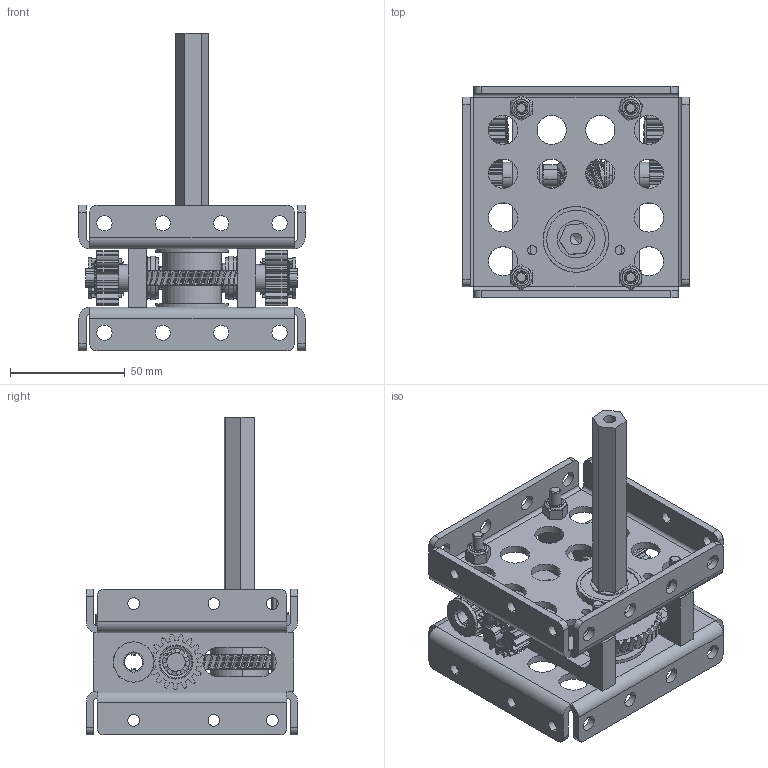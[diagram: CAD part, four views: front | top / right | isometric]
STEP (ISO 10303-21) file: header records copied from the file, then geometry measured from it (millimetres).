
FILE_DESCRIPTION (( 'STEP AP214' ), '1' );
FILE_NAME ('am-2372 Raw Box Rev 2.STEP', '2017-08-02T20:44:26', ( '' ), ( '' ), 'SwSTEP 2.0', 'SolidWorks 2017', '' );
FILE_SCHEMA (( 'AUTOMOTIVE_DESIGN' ));
Length unit declared in the file: inch
Products named in the file (26): 5-16 washer_smart; 10-32 Nylock Nut 1_90631A411; 0-5 - SpringClip-1; Spur gear 20DP 12T 14.5PA .515FW_Spur gear 20DP 12T 14.5PA .515FW; 8mm_spring_clip am-0033; DriveShaft; 10-32x1750_shcs_HX-SHCS 0.19-32x1.375x1-C; RAW worm shaft; 0130168 schnorr washer 03125^RAW worm shaft; am-2372 Raw Box Rev 2; 8mm_spring_clip am-0033^RAW worm shaft; Worm^RAW worm shaft; worm shaft AB^RAW worm shaft; 13RS046823 spacer^RAW worm shaft; 5-16 Thrust Bearing; Kit12675 Thrust Bearing^5-16 Thrust Bearing; 8mm x 19mm x 6mm Bearing^RAW worm shaft; 2mm x 2mm x 10mm Machine Key_smart^RAW worm shaft; Spur gear 20DP 17T 14.5PA .515FW_Inch - Spur gear 20DP 17T 14.5PA .515FW ---S17N.531H.03125+.1875L0.^RAW worm shaft; -5 hex bearing-1; Spacer Plate AB; WormGear-1; -5 bearing-1; WormGearSpacer-1; 2mm x 2mm x 10mm Machine Key_smart; outside plate AB
Assembly tree (47 placements, depth 4):
  am-2372 Raw Box Rev 2
    10-32x1750_shcs_HX-SHCS 0.19-32x1.375x1-C  x4
    8mm_spring_clip am-0033  x2
    0-5 - SpringClip-1
    5-16 washer_smart  x2
    2mm x 2mm x 10mm Machine Key_smart  x2
    -5 bearing-1
    Spacer Plate AB  x2
    RAW worm shaft
      Spur gear 20DP 17T 14.5PA .515FW_Inch - Spur gear 20DP 17T 14.5PA .515FW ---S17N.531H.03125+.1875L0.^RAW worm shaft  x2
      2mm x 2mm x 10mm Machine Key_smart^RAW worm shaft  x2
      8mm x 19mm x 6mm Bearing^RAW worm shaft  x2
      5-16 Thrust Bearing  x2
        5-16 washer_smart
        Kit12675 Thrust Bearing^5-16 Thrust Bearing
      13RS046823 spacer^RAW worm shaft  x2
      worm shaft AB^RAW worm shaft
      Worm^RAW worm shaft
      8mm_spring_clip am-0033^RAW worm shaft  x2
      0130168 schnorr washer 03125^RAW worm shaft  x2
    DriveShaft
    Spur gear 20DP 12T 14.5PA .515FW_Spur gear 20DP 12T 14.5PA .515FW  x2
    10-32 Nylock Nut 1_90631A411  x4
    outside plate AB  x2
    WormGearSpacer-1  x2
    WormGear-1
    -5 hex bearing-1
Bounding box: 98.42 x 92.08 x 138.35 mm (x, y, z)
Volume: 159641.4 mm3; surface area: 115452.6 mm2
Topology: 51 solids, 51 shells, 1993 faces, 5271 edges, 3363 vertices
Faces by surface type: cylinder 790, plane 452, cone 375, bspline 294, torus 82
Entity records: 66882 total; most frequent: CARTESIAN_POINT 38471, ORIENTED_EDGE 6284, DIRECTION 4823, EDGE_CURVE 3142, VERTEX_POINT 2047, AXIS2_PLACEMENT_3D 2009, EDGE_LOOP 1287, B_SPLINE_CURVE_WITH_KNOTS 1270
